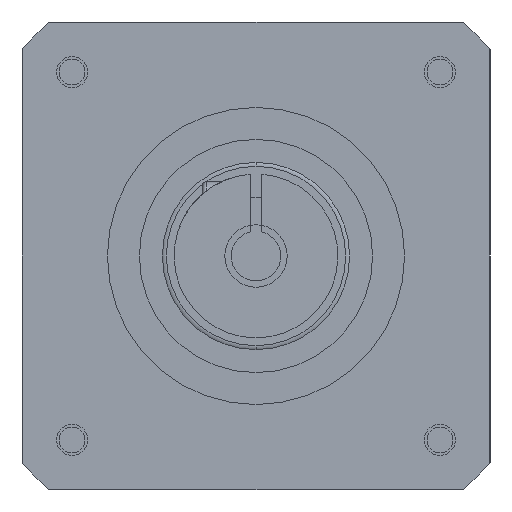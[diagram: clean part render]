
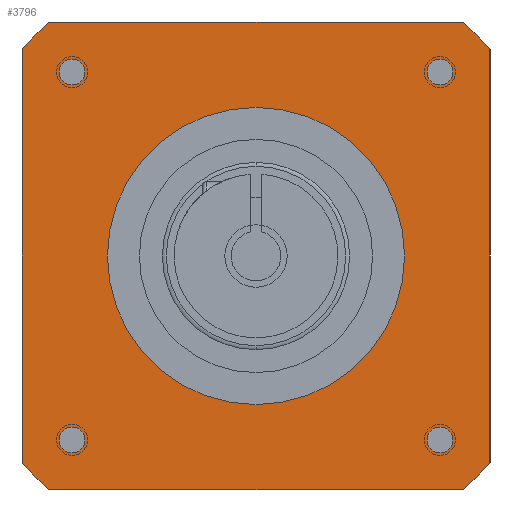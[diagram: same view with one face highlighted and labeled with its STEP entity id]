
A CAD part, left-side view. The second image highlights one B-rep face of the part: STEP entity #3796.
In plain terms, the highlighted planar face has unit normal (-1, 0, 0).
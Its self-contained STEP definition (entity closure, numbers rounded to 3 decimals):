
#933=CARTESIAN_POINT('',(-102.5,0.,0.));
#934=DIRECTION('',(-1.,0.,0.));
#935=DIRECTION('',(0.,-0.661,-0.75));
#936=AXIS2_PLACEMENT_3D('',#933,#934,#935);
#938=DIRECTION('',(0.,-1.,0.));
#939=VECTOR('',#938,52.915);
#940=CARTESIAN_POINT('',(-102.5,26.458,-30.));
#941=LINE('',#940,#939);
#942=CARTESIAN_POINT('',(-102.5,0.,0.));
#943=DIRECTION('',(-1.,0.,0.));
#944=DIRECTION('',(0.,0.75,-0.661));
#945=AXIS2_PLACEMENT_3D('',#942,#943,#944);
#947=DIRECTION('',(0.,0.,-1.));
#948=VECTOR('',#947,52.915);
#949=CARTESIAN_POINT('',(-102.5,30.,26.458));
#950=LINE('',#949,#948);
#951=CARTESIAN_POINT('',(-102.5,0.,0.));
#952=DIRECTION('',(-1.,0.,0.));
#953=DIRECTION('',(0.,0.661,0.75));
#954=AXIS2_PLACEMENT_3D('',#951,#952,#953);
#956=DIRECTION('',(0.,1.,0.));
#957=VECTOR('',#956,52.915);
#958=CARTESIAN_POINT('',(-102.5,-26.458,30.));
#959=LINE('',#958,#957);
#960=CARTESIAN_POINT('',(-102.5,0.,0.));
#961=DIRECTION('',(-1.,0.,0.));
#962=DIRECTION('',(0.,-0.75,0.661));
#963=AXIS2_PLACEMENT_3D('',#960,#961,#962);
#965=DIRECTION('',(0.,0.,1.));
#966=VECTOR('',#965,52.915);
#967=CARTESIAN_POINT('',(-102.5,-30.,-26.458));
#968=LINE('',#967,#966);
#969=CARTESIAN_POINT('',(-102.5,0.,0.));
#970=DIRECTION('',(1.,0.,0.));
#971=DIRECTION('',(0.,0.,-1.));
#972=AXIS2_PLACEMENT_3D('',#969,#970,#971);
#974=CARTESIAN_POINT('',(-102.5,0.,0.));
#975=DIRECTION('',(1.,0.,0.));
#976=DIRECTION('',(0.,0.,1.));
#977=AXIS2_PLACEMENT_3D('',#974,#975,#976);
#979=CARTESIAN_POINT('',(-102.5,-23.582,-23.582));
#980=DIRECTION('',(-1.,0.,0.));
#981=DIRECTION('',(0.,1.,0.));
#982=AXIS2_PLACEMENT_3D('',#979,#980,#981);
#984=CARTESIAN_POINT('',(-102.5,-23.582,-23.582));
#985=DIRECTION('',(-1.,0.,0.));
#986=DIRECTION('',(0.,-1.,0.));
#987=AXIS2_PLACEMENT_3D('',#984,#985,#986);
#989=CARTESIAN_POINT('',(-102.5,23.582,-23.582));
#990=DIRECTION('',(-1.,0.,0.));
#991=DIRECTION('',(0.,1.,0.));
#992=AXIS2_PLACEMENT_3D('',#989,#990,#991);
#994=CARTESIAN_POINT('',(-102.5,23.582,-23.582));
#995=DIRECTION('',(-1.,0.,0.));
#996=DIRECTION('',(0.,-1.,0.));
#997=AXIS2_PLACEMENT_3D('',#994,#995,#996);
#999=CARTESIAN_POINT('',(-102.5,23.582,23.582));
#1000=DIRECTION('',(-1.,0.,0.));
#1001=DIRECTION('',(0.,1.,0.));
#1002=AXIS2_PLACEMENT_3D('',#999,#1000,#1001);
#1004=CARTESIAN_POINT('',(-102.5,23.582,23.582));
#1005=DIRECTION('',(-1.,0.,0.));
#1006=DIRECTION('',(0.,-1.,0.));
#1007=AXIS2_PLACEMENT_3D('',#1004,#1005,#1006);
#1009=CARTESIAN_POINT('',(-102.5,-23.582,23.582));
#1010=DIRECTION('',(-1.,0.,0.));
#1011=DIRECTION('',(0.,1.,0.));
#1012=AXIS2_PLACEMENT_3D('',#1009,#1010,#1011);
#1014=CARTESIAN_POINT('',(-102.5,-23.582,23.582));
#1015=DIRECTION('',(-1.,0.,0.));
#1016=DIRECTION('',(0.,-1.,0.));
#1017=AXIS2_PLACEMENT_3D('',#1014,#1015,#1016);
#2005=CARTESIAN_POINT('',(-102.5,-26.458,-30.));
#2006=CARTESIAN_POINT('',(-102.5,-30.,-26.458));
#2007=VERTEX_POINT('',#2005);
#2008=VERTEX_POINT('',#2006);
#2009=CARTESIAN_POINT('',(-102.5,-30.,26.458));
#2010=VERTEX_POINT('',#2009);
#2011=CARTESIAN_POINT('',(-102.5,-26.458,30.));
#2012=VERTEX_POINT('',#2011);
#2013=CARTESIAN_POINT('',(-102.5,26.458,30.));
#2014=VERTEX_POINT('',#2013);
#2015=CARTESIAN_POINT('',(-102.5,30.,26.458));
#2016=VERTEX_POINT('',#2015);
#2017=CARTESIAN_POINT('',(-102.5,30.,-26.458));
#2018=VERTEX_POINT('',#2017);
#2019=CARTESIAN_POINT('',(-102.5,26.458,-30.));
#2020=VERTEX_POINT('',#2019);
#2041=CARTESIAN_POINT('',(-102.5,0.,-19.05));
#2042=CARTESIAN_POINT('',(-102.5,0.,19.05));
#2043=VERTEX_POINT('',#2041);
#2044=VERTEX_POINT('',#2042);
#2061=CARTESIAN_POINT('',(-102.5,-21.932,-23.582));
#2062=CARTESIAN_POINT('',(-102.5,-25.232,-23.582));
#2063=VERTEX_POINT('',#2061);
#2064=VERTEX_POINT('',#2062);
#2065=CARTESIAN_POINT('',(-102.5,25.232,-23.582));
#2066=CARTESIAN_POINT('',(-102.5,21.932,-23.582));
#2067=VERTEX_POINT('',#2065);
#2068=VERTEX_POINT('',#2066);
#2069=CARTESIAN_POINT('',(-102.5,25.232,23.582));
#2070=CARTESIAN_POINT('',(-102.5,21.932,23.582));
#2071=VERTEX_POINT('',#2069);
#2072=VERTEX_POINT('',#2070);
#2073=CARTESIAN_POINT('',(-102.5,-21.932,23.582));
#2074=CARTESIAN_POINT('',(-102.5,-25.232,23.582));
#2075=VERTEX_POINT('',#2073);
#2076=VERTEX_POINT('',#2074);
#3751=CARTESIAN_POINT('',(-102.5,0.,0.));
#3752=DIRECTION('',(-1.,0.,0.));
#3753=DIRECTION('',(0.,1.,0.));
#3754=AXIS2_PLACEMENT_3D('',#3751,#3752,#3753);
#3755=PLANE('',#3754);
#3756=ORIENTED_EDGE('',*,*,#3641,.F.);
#3757=ORIENTED_EDGE('',*,*,#3656,.F.);
#3758=ORIENTED_EDGE('',*,*,#3670,.F.);
#3759=ORIENTED_EDGE('',*,*,#3684,.F.);
#3760=ORIENTED_EDGE('',*,*,#3704,.F.);
#3761=ORIENTED_EDGE('',*,*,#3718,.F.);
#3762=ORIENTED_EDGE('',*,*,#3732,.F.);
#3763=ORIENTED_EDGE('',*,*,#3745,.F.);
#3764=EDGE_LOOP('',(#3756,#3757,#3758,#3759,#3760,#3761,#3762,#3763));
#3765=FACE_OUTER_BOUND('',#3764,.F.);
#3767=ORIENTED_EDGE('',*,*,#3766,.F.);
#3769=ORIENTED_EDGE('',*,*,#3768,.F.);
#3770=EDGE_LOOP('',(#3767,#3769));
#3771=FACE_BOUND('',#3770,.F.);
#3773=ORIENTED_EDGE('',*,*,#3772,.T.);
#3775=ORIENTED_EDGE('',*,*,#3774,.T.);
#3776=EDGE_LOOP('',(#3773,#3775));
#3777=FACE_BOUND('',#3776,.F.);
#3779=ORIENTED_EDGE('',*,*,#3778,.T.);
#3781=ORIENTED_EDGE('',*,*,#3780,.T.);
#3782=EDGE_LOOP('',(#3779,#3781));
#3783=FACE_BOUND('',#3782,.F.);
#3785=ORIENTED_EDGE('',*,*,#3784,.T.);
#3787=ORIENTED_EDGE('',*,*,#3786,.T.);
#3788=EDGE_LOOP('',(#3785,#3787));
#3789=FACE_BOUND('',#3788,.F.);
#3791=ORIENTED_EDGE('',*,*,#3790,.T.);
#3793=ORIENTED_EDGE('',*,*,#3792,.T.);
#3794=EDGE_LOOP('',(#3791,#3793));
#3795=FACE_BOUND('',#3794,.F.);
#937=CIRCLE('',#936,40.);
#946=CIRCLE('',#945,40.);
#955=CIRCLE('',#954,40.);
#964=CIRCLE('',#963,40.);
#973=CIRCLE('',#972,19.05);
#978=CIRCLE('',#977,19.05);
#983=CIRCLE('',#982,1.65);
#988=CIRCLE('',#987,1.65);
#993=CIRCLE('',#992,1.65);
#998=CIRCLE('',#997,1.65);
#1003=CIRCLE('',#1002,1.65);
#1008=CIRCLE('',#1007,1.65);
#1013=CIRCLE('',#1012,1.65);
#1018=CIRCLE('',#1017,1.65);
#3641=EDGE_CURVE('',#2007,#2008,#937,.T.);
#3656=EDGE_CURVE('',#2020,#2007,#941,.T.);
#3670=EDGE_CURVE('',#2018,#2020,#946,.T.);
#3684=EDGE_CURVE('',#2016,#2018,#950,.T.);
#3704=EDGE_CURVE('',#2014,#2016,#955,.T.);
#3718=EDGE_CURVE('',#2012,#2014,#959,.T.);
#3732=EDGE_CURVE('',#2010,#2012,#964,.T.);
#3745=EDGE_CURVE('',#2008,#2010,#968,.T.);
#3766=EDGE_CURVE('',#2043,#2044,#973,.T.);
#3768=EDGE_CURVE('',#2044,#2043,#978,.T.);
#3772=EDGE_CURVE('',#2063,#2064,#983,.T.);
#3774=EDGE_CURVE('',#2064,#2063,#988,.T.);
#3778=EDGE_CURVE('',#2067,#2068,#993,.T.);
#3780=EDGE_CURVE('',#2068,#2067,#998,.T.);
#3784=EDGE_CURVE('',#2071,#2072,#1003,.T.);
#3786=EDGE_CURVE('',#2072,#2071,#1008,.T.);
#3790=EDGE_CURVE('',#2075,#2076,#1013,.T.);
#3792=EDGE_CURVE('',#2076,#2075,#1018,.T.);
#3796=ADVANCED_FACE('',(#3765,#3771,#3777,#3783,#3789,#3795),#3755,.T.);
